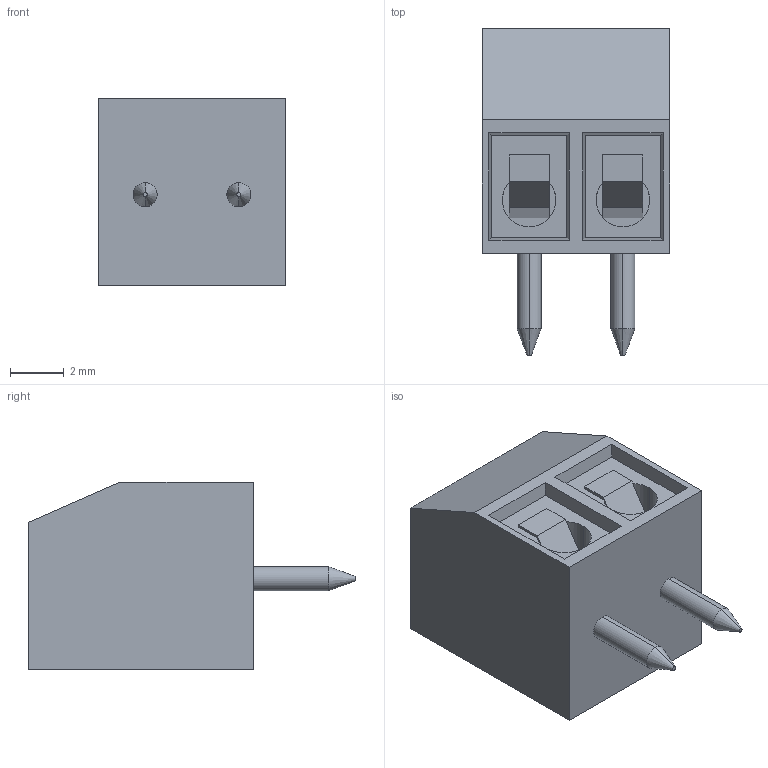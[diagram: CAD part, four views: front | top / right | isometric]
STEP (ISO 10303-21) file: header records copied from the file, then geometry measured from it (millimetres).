
FILE_DESCRIPTION (( 'STEP AP214' ), '1' );
FILE_NAME ('SCREWTERMINAL-3.5MM-2.STEP', '2015-04-02T15:59:18', ( '' ), ( '' ), 'SwSTEP 2.0', 'SolidWorks 2014', '' );
FILE_SCHEMA (( 'AUTOMOTIVE_DESIGN' ));
Length unit declared in the file: millimetre
Products named in the file (1): SCREWTERMINAL-3.5MM-2
Bounding box: 7 x 12.2 x 7 mm (x, y, z)
Volume: 345.4 mm3; surface area: 475.4 mm2
Topology: 1 solids, 1 shells, 85 faces, 215 edges, 142 vertices
Faces by surface type: plane 69, cylinder 12, cone 4
Entity records: 2794 total; most frequent: CARTESIAN_POINT 455, ORIENTED_EDGE 430, DIRECTION 415, EDGE_CURVE 215, LINE 179, VECTOR 179, VERTEX_POINT 142, AXIS2_PLACEMENT_3D 118
